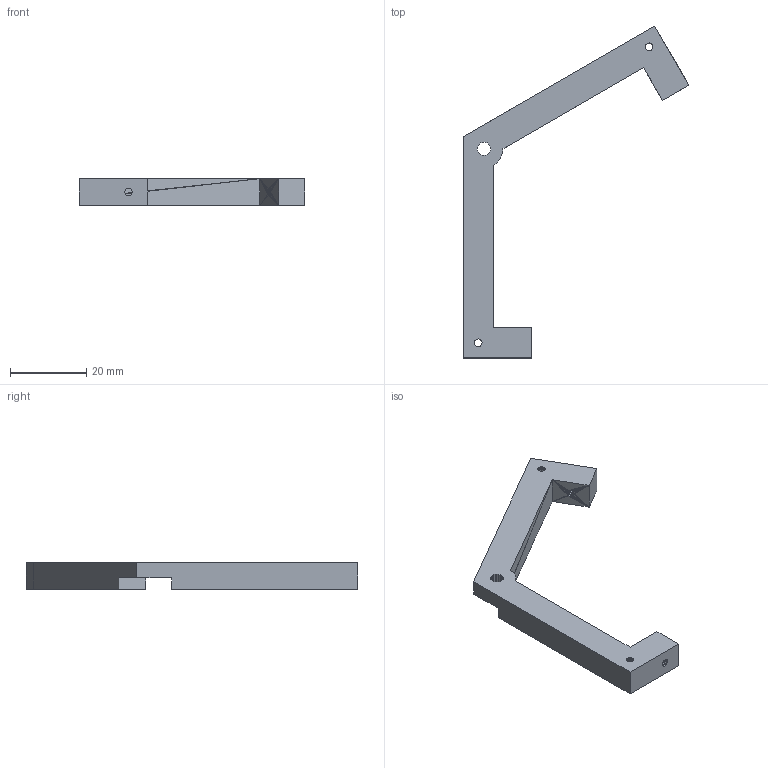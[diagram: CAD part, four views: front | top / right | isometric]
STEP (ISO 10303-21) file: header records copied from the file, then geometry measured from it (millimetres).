
FILE_DESCRIPTION(('FreeCAD Model'),'2;1');
FILE_NAME('Open CASCADE Shape Model','2024-02-27T23:29:47',(''),(''), 'Open CASCADE STEP processor 7.6','FreeCAD','Unknown');
FILE_SCHEMA(('AUTOMOTIVE_DESIGN { 1 0 10303 214 1 1 1 1 }'));
Length unit declared in the file: millimetre
Products named in the file (1): StrutA001 (Solid)001
Bounding box: 59.38 x 87.26 x 7 mm (x, y, z)
Surface area: 4120.7 mm2 (no closed solid volume)
Topology: 0 solids, 1 shells, 198 faces, 479 edges, 280 vertices
Faces by surface type: plane 198
Entity records: 11530 total; most frequent: CARTESIAN_POINT 1882, DIRECTION 1801, LINE 1403, VECTOR 1403, ORIENTED_EDGE 924, PCURVE 924, DEFINITIONAL_REPRESENTATION 924, EDGE_CURVE 479
